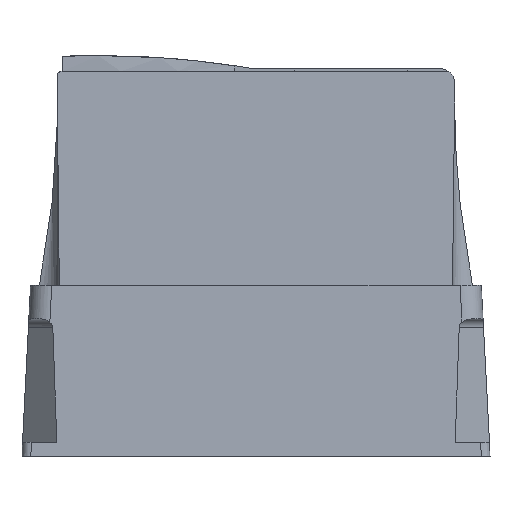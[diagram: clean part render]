
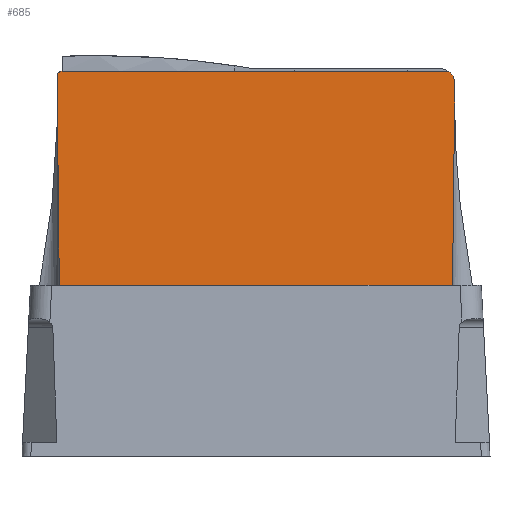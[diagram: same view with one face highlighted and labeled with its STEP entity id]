
A CAD part, left-side view. The second image highlights one B-rep face of the part: STEP entity #685.
In plain terms, the highlighted planar face has unit normal (-0.999, 0, 0.035).
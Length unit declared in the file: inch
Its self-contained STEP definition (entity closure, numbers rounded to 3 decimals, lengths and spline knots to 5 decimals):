
#53 = CARTESIAN_POINT ( 'NONE',  ( -2.8733, 4.39304, 5.09383 ) ) ;
#83 = VERTEX_POINT ( 'NONE', #2173 ) ;
#126 = CARTESIAN_POINT ( 'NONE',  ( -2.75147, -4.29817, 8.58268 ) ) ;
#213 = ORIENTED_EDGE ( 'NONE', *, *, #2600, .F. ) ;
#220 = CARTESIAN_POINT ( 'NONE',  ( -2.75147, -4.29817, 8.58268 ) ) ;
#304 = DIRECTION ( 'NONE',  ( 0., -1., 0. ) ) ;
#328 = VERTEX_POINT ( 'NONE', #220 ) ;
#354 = VECTOR ( 'NONE', #304, 39.37008 ) ;
#357 = VERTEX_POINT ( 'NONE', #2264 ) ;
#437 = CARTESIAN_POINT ( 'NONE',  ( -2.77761, -4.42637, 7.83399 ) ) ;
#452 = CARTESIAN_POINT ( 'NONE',  ( -2.77735, 4.41779, 7.84146 ) ) ;
#518 = EDGE_CURVE ( 'NONE', #1338, #328, #1470, .T. ) ;
#540 = VERTEX_POINT ( 'NONE', #1477 ) ;
#578 = VERTEX_POINT ( 'NONE', #2818 ) ;
#611 = ORIENTED_EDGE ( 'NONE', *, *, #2676, .F. ) ;
#639 = CARTESIAN_POINT ( 'NONE',  ( -2.75147, 4.34716, 8.58268 ) ) ;
#685 = ADVANCED_FACE ( 'NONE', ( #2924 ), #1785, .F. ) ;
#705 = DIRECTION ( 'NONE',  ( -0.035, 0., -0.999 ) ) ;
#815 = CARTESIAN_POINT ( 'NONE',  ( -2.86919, -4.38972, 5.21163 ) ) ;
#827 = CARTESIAN_POINT ( 'NONE',  ( -2.77761, -4.42637, 7.83399 ) ) ;
#855 = VECTOR ( 'NONE', #2437, 39.37008 ) ;
#942 = ORIENTED_EDGE ( 'NONE', *, *, #1011, .F. ) ;
#976 = EDGE_CURVE ( 'NONE', #83, #357, #2458, .T. ) ;
#996 = CARTESIAN_POINT ( 'NONE',  ( -2.8301, 4.40651, 6.33081 ) ) ;
#1011 = EDGE_CURVE ( 'NONE', #578, #357, #1040, .T. ) ;
#1040 =( BOUNDED_CURVE ( )  B_SPLINE_CURVE ( 3, ( #827, #1990, #815, #1068 ),
 .UNSPECIFIED., .F., .F. ) 
 B_SPLINE_CURVE_WITH_KNOTS ( ( 4, 4 ),
 ( 4.26462, 4.53285 ),
 .UNSPECIFIED. ) 
 CURVE ( )  GEOMETRIC_REPRESENTATION_ITEM ( )  RATIONAL_B_SPLINE_CURVE ( ( 1., 0.994, 0.994, 1. ) ) 
 REPRESENTATION_ITEM ( '' )  );
#1068 = CARTESIAN_POINT ( 'NONE',  ( -2.91782, -4.38089, 3.8189 ) ) ;
#1145 = DIRECTION ( 'NONE',  ( 0.999, 0., -0.035 ) ) ;
#1191 = CARTESIAN_POINT ( 'NONE',  ( -2.75147, 5.02571, 8.58268 ) ) ;
#1200 = CARTESIAN_POINT ( 'NONE',  ( -2.91782, 4.38496, 3.8189 ) ) ;
#1211 = EDGE_LOOP ( 'NONE', ( #2313, #2778, #1231, #942, #611, #1303, #1543, #213 ) ) ;
#1231 = ORIENTED_EDGE ( 'NONE', *, *, #976, .T. ) ;
#1303 = ORIENTED_EDGE ( 'NONE', *, *, #1326, .F. ) ;
#1326 = EDGE_CURVE ( 'NONE', #328, #1717, #1393, .T. ) ;
#1338 = VERTEX_POINT ( 'NONE', #2621 ) ;
#1393 =( BOUNDED_CURVE ( )  B_SPLINE_CURVE ( 3, ( #126, #1949, #1650, #1887 ),
 .UNSPECIFIED., .F., .F. ) 
 B_SPLINE_CURVE_WITH_KNOTS ( ( 4, 4 ),
 ( 3.76396, 4.69494 ),
 .UNSPECIFIED. ) 
 CURVE ( )  GEOMETRIC_REPRESENTATION_ITEM ( )  RATIONAL_B_SPLINE_CURVE ( ( 1., 0.929, 0.929, 1. ) ) 
 REPRESENTATION_ITEM ( '' )  );
#1397 = CARTESIAN_POINT ( 'NONE',  ( -2.75428, 4.42588, 8.50207 ) ) ;
#1470 = LINE ( 'NONE', #1191, #354 ) ;
#1477 = CARTESIAN_POINT ( 'NONE',  ( -2.78888, 4.42518, 7.5112 ) ) ;
#1530 = CARTESIAN_POINT ( 'NONE',  ( -2.75147, 4.39416, 8.58268 ) ) ;
#1543 = ORIENTED_EDGE ( 'NONE', *, *, #518, .F. ) ;
#1610 = AXIS2_PLACEMENT_3D ( 'NONE', #2504, #1145, #705 ) ;
#1624 =( BOUNDED_CURVE ( )  B_SPLINE_CURVE ( 3, ( #1200, #53, #996, #2800 ),
 .UNSPECIFIED., .F., .F. ) 
 B_SPLINE_CURVE_WITH_KNOTS ( ( 4, 4 ),
 ( 1.75033, 1.996 ),
 .UNSPECIFIED. ) 
 CURVE ( )  GEOMETRIC_REPRESENTATION_ITEM ( )  RATIONAL_B_SPLINE_CURVE ( ( 1., 0.995, 0.995, 1. ) ) 
 REPRESENTATION_ITEM ( '' )  );
#1629 = CARTESIAN_POINT ( 'NONE',  ( -2.75428, 4.42588, 8.50207 ) ) ;
#1650 = CARTESIAN_POINT ( 'NONE',  ( -2.75667, -4.4277, 8.4337 ) ) ;
#1717 = VERTEX_POINT ( 'NONE', #2742 ) ;
#1764 = CARTESIAN_POINT ( 'NONE',  ( -2.76021, -4.42947, 8.33227 ) ) ;
#1781 = CARTESIAN_POINT ( 'NONE',  ( -2.75264, 4.42699, 8.54905 ) ) ;
#1785 = PLANE ( 'NONE',  #1610 ) ;
#1839 = EDGE_CURVE ( 'NONE', #83, #540, #1624, .T. ) ;
#1887 = CARTESIAN_POINT ( 'NONE',  ( -2.76021, -4.42947, 8.33227 ) ) ;
#1949 = CARTESIAN_POINT ( 'NONE',  ( -2.75353, -4.38059, 8.52354 ) ) ;
#1952 = CARTESIAN_POINT ( 'NONE',  ( -2.91782, 4.82886, 3.8189 ) ) ;
#1980 = CARTESIAN_POINT ( 'NONE',  ( -2.76582, 4.41803, 8.17181 ) ) ;
#1990 = CARTESIAN_POINT ( 'NONE',  ( -2.82217, -4.40497, 6.55805 ) ) ;
#2100 = EDGE_CURVE ( 'NONE', #540, #2776, #2325, .T. ) ;
#2173 = CARTESIAN_POINT ( 'NONE',  ( -2.91782, 4.38496, 3.8189 ) ) ;
#2264 = CARTESIAN_POINT ( 'NONE',  ( -2.91782, -4.38089, 3.8189 ) ) ;
#2270 = CARTESIAN_POINT ( 'NONE',  ( -2.76601, -4.42652, 8.16619 ) ) ;
#2313 = ORIENTED_EDGE ( 'NONE', *, *, #2100, .F. ) ;
#2325 =( BOUNDED_CURVE ( )  B_SPLINE_CURVE ( 3, ( #2516, #452, #1980, #1397 ),
 .UNSPECIFIED., .F., .F. ) 
 B_SPLINE_CURVE_WITH_KNOTS ( ( 4, 4 ),
 ( 1.54844, 1.59456 ),
 .UNSPECIFIED. ) 
 CURVE ( )  GEOMETRIC_REPRESENTATION_ITEM ( )  RATIONAL_B_SPLINE_CURVE ( ( 1., 1., 1., 1. ) ) 
 REPRESENTATION_ITEM ( '' )  );
#2413 =( BOUNDED_CURVE ( )  B_SPLINE_CURVE ( 3, ( #2887, #1781, #1530, #639 ),
 .UNSPECIFIED., .F., .F. ) 
 B_SPLINE_CURVE_WITH_KNOTS ( ( 4, 4 ),
 ( 1.54703, 3.14159 ),
 .UNSPECIFIED. ) 
 CURVE ( )  GEOMETRIC_REPRESENTATION_ITEM ( )  RATIONAL_B_SPLINE_CURVE ( ( 1., 0.799, 0.799, 1. ) ) 
 REPRESENTATION_ITEM ( '' )  );
#2437 = DIRECTION ( 'NONE',  ( 0., -1., 0. ) ) ;
#2458 = LINE ( 'NONE', #1952, #855 ) ;
#2477 = CARTESIAN_POINT ( 'NONE',  ( -2.77181, -4.42549, 8.00009 ) ) ;
#2504 = CARTESIAN_POINT ( 'NONE',  ( -2.91782, 5.02571, 3.8189 ) ) ;
#2516 = CARTESIAN_POINT ( 'NONE',  ( -2.78888, 4.42518, 7.5112 ) ) ;
#2600 = EDGE_CURVE ( 'NONE', #2776, #1338, #2413, .T. ) ;
#2621 = CARTESIAN_POINT ( 'NONE',  ( -2.75147, 4.34716, 8.58268 ) ) ;
#2676 = EDGE_CURVE ( 'NONE', #1717, #578, #2815, .T. ) ;
#2742 = CARTESIAN_POINT ( 'NONE',  ( -2.76021, -4.42947, 8.33227 ) ) ;
#2776 = VERTEX_POINT ( 'NONE', #1629 ) ;
#2778 = ORIENTED_EDGE ( 'NONE', *, *, #1839, .F. ) ;
#2800 = CARTESIAN_POINT ( 'NONE',  ( -2.78888, 4.42518, 7.5112 ) ) ;
#2815 =( BOUNDED_CURVE ( )  B_SPLINE_CURVE ( 3, ( #1764, #2270, #2477, #437 ),
 .UNSPECIFIED., .F., .F. ) 
 B_SPLINE_CURVE_WITH_KNOTS ( ( 4, 4 ),
 ( 4.69462, 4.71771 ),
 .UNSPECIFIED. ) 
 CURVE ( )  GEOMETRIC_REPRESENTATION_ITEM ( )  RATIONAL_B_SPLINE_CURVE ( ( 1., 1., 1., 1. ) ) 
 REPRESENTATION_ITEM ( '' )  );
#2818 = CARTESIAN_POINT ( 'NONE',  ( -2.77761, -4.42637, 7.83399 ) ) ;
#2887 = CARTESIAN_POINT ( 'NONE',  ( -2.75428, 4.42588, 8.50207 ) ) ;
#2924 = FACE_OUTER_BOUND ( 'NONE', #1211, .T. ) ;
